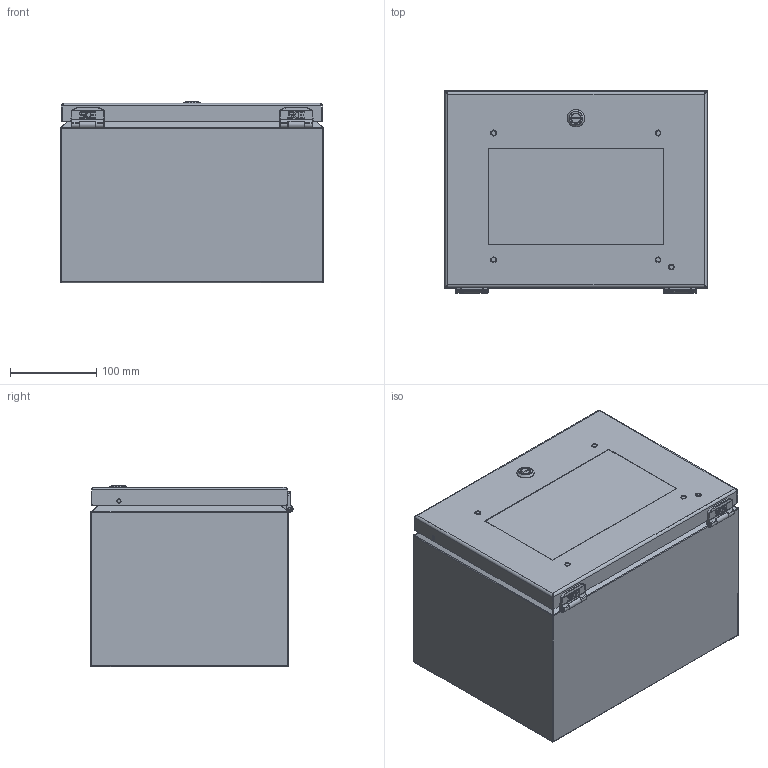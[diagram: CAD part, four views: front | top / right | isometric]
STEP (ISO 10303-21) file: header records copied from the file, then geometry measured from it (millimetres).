
FILE_DESCRIPTION (( 'STEP AP214' ), '1' );
FILE_NAME ('SCE-L9128ELJWSS.STEP', '2022-04-30T18:48:13', ( '' ), ( '' ), 'SwSTEP 2.0', 'SolidWorks 2022', '' );
FILE_SCHEMA (( 'AUTOMOTIVE_DESIGN' ));
Length unit declared in the file: inch
Products named in the file (1): SCE-L9128ELJWSS
Bounding box: 304.9 x 234.18 x 210.72 mm (x, y, z)
Volume: 874916.9 mm3; surface area: 937243.6 mm2
Topology: 43 solids, 43 shells, 1594 faces, 3903 edges, 2299 vertices
Faces by surface type: plane 787, cylinder 421, bspline 333, cone 46, torus 7
Full cylindrical faces by diameter (mm): 3.505 x8, 3.81 x2, 3.962 x6, 4.013 x6, 4.166 x2, 4.42 x2, 4.763 x2, 4.775 x6, 4.826 x5, 4.902 x1, 5.08 x1, 5.385 x4, 5.41 x4, 5.537 x2, 6.058 x1, 6.35 x8, 6.463 x1, 6.502 x2, 6.604 x2, 6.655 x4, 6.756 x2, 6.824 x1, 7.112 x4, 7.167 x1, 7.216 x4, 7.874 x1, 8.28 x1, 8.89 x1, 9.474 x4, 10.922 x1
Entity records: 55258 total; most frequent: CARTESIAN_POINT 21308, ORIENTED_EDGE 7122, DIRECTION 6115, EDGE_CURVE 3561, VERTEX_POINT 2260, AXIS2_PLACEMENT_3D 2135, EDGE_LOOP 1887, LINE 1845
